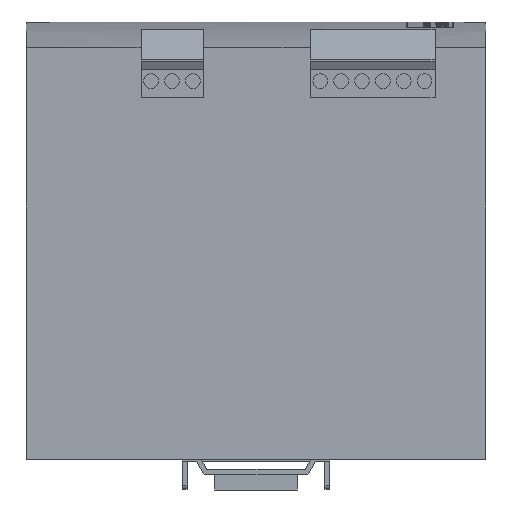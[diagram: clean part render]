
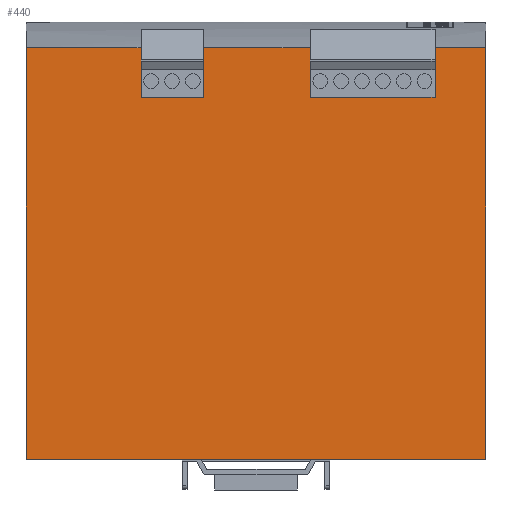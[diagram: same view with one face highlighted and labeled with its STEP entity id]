
A CAD part, left-side view. The second image highlights one B-rep face of the part: STEP entity #440.
In plain terms, the highlighted planar face has unit normal (-1, 0, 0).
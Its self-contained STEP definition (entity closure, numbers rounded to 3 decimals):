
#440=ADVANCED_FACE('',(#2386),#2388,.T.);
#2386=FACE_BOUND('',#2387,.T.);
#2387=EDGE_LOOP('',(#3963,#3964,#3965,#3966,#3967,#3968,#3969,#3970,#3971,#3972,
#3973,#3974));
#2388=PLANE('',#2389);
#2389=AXIS2_PLACEMENT_3D('',#2390,#2391,#2392);
#2390=CARTESIAN_POINT('',(0.,0.,0.01));
#2391=DIRECTION('',(-1.,0.,0.));
#2392=DIRECTION('',(0.,0.,1.));
#3963=ORIENTED_EDGE('',*,*,#5003,.F.);
#3964=ORIENTED_EDGE('',*,*,#5004,.F.);
#3965=ORIENTED_EDGE('',*,*,#4871,.T.);
#3966=ORIENTED_EDGE('',*,*,#5005,.F.);
#3967=ORIENTED_EDGE('',*,*,#5006,.F.);
#3968=ORIENTED_EDGE('',*,*,#5007,.T.);
#3969=ORIENTED_EDGE('',*,*,#4867,.T.);
#3970=ORIENTED_EDGE('',*,*,#5008,.F.);
#3971=ORIENTED_EDGE('',*,*,#5009,.F.);
#3972=ORIENTED_EDGE('',*,*,#5010,.F.);
#3973=ORIENTED_EDGE('',*,*,#4863,.T.);
#3974=ORIENTED_EDGE('',*,*,#5002,.F.);
#4863=EDGE_CURVE('',#5434,#5432,#5435,.T.);
#4867=EDGE_CURVE('',#5442,#5440,#5443,.T.);
#4871=EDGE_CURVE('',#5450,#5448,#5451,.T.);
#5002=EDGE_CURVE('',#5670,#5432,#5672,.T.);
#5003=EDGE_CURVE('',#5673,#5670,#5674,.T.);
#5004=EDGE_CURVE('',#5450,#5673,#5675,.F.);
#5005=EDGE_CURVE('',#5676,#5448,#5677,.T.);
#5006=EDGE_CURVE('',#5678,#5676,#5679,.T.);
#5007=EDGE_CURVE('',#5678,#5442,#5680,.T.);
#5008=EDGE_CURVE('',#5681,#5440,#5682,.T.);
#5009=EDGE_CURVE('',#5683,#5681,#5684,.T.);
#5010=EDGE_CURVE('',#5434,#5683,#5685,.F.);
#5432=VERTEX_POINT('',#6478);
#5434=VERTEX_POINT('',#6483);
#5435=LINE('',#6484,#6485);
#5440=VERTEX_POINT('',#6496);
#5442=VERTEX_POINT('',#6501);
#5443=LINE('',#6502,#6503);
#5448=VERTEX_POINT('',#6514);
#5450=VERTEX_POINT('',#6519);
#5451=LINE('',#6520,#6521);
#5670=VERTEX_POINT('',#7378);
#5672=LINE('',#7382,#7383);
#5673=VERTEX_POINT('',#7385);
#5674=LINE('',#7386,#7387);
#5675=LINE('',#7389,#7390);
#5676=VERTEX_POINT('',#7392);
#5677=LINE('',#7393,#7394);
#5678=VERTEX_POINT('',#7396);
#5679=LINE('',#7397,#7398);
#5680=LINE('',#7400,#7401);
#5681=VERTEX_POINT('',#7403);
#5682=LINE('',#7404,#7405);
#5683=VERTEX_POINT('',#7407);
#5684=LINE('',#7408,#7409);
#5685=LINE('',#7411,#7412);
#6478=CARTESIAN_POINT('',(0.,86.,125.355));
#6483=CARTESIAN_POINT('',(0.,53.5,125.355));
#6484=CARTESIAN_POINT('',(0.,53.5,125.355));
#6485=VECTOR('',#6486,1.);
#6486=DIRECTION('',(0.,1.,0.));
#6496=CARTESIAN_POINT('',(0.,15.5,125.355));
#6501=CARTESIAN_POINT('',(0.,0.,125.355));
#6502=CARTESIAN_POINT('',(0.,0.,125.355));
#6503=VECTOR('',#6504,1.);
#6504=DIRECTION('',(0.,1.,0.));
#6514=CARTESIAN_POINT('',(0.,140.,125.355));
#6519=CARTESIAN_POINT('',(0.,105.,125.355));
#6520=CARTESIAN_POINT('',(0.,105.,125.355));
#6521=VECTOR('',#6522,1.);
#6522=DIRECTION('',(0.,1.,0.));
#7378=CARTESIAN_POINT('',(0.,86.,110.2));
#7382=CARTESIAN_POINT('',(0.,86.,110.2));
#7383=VECTOR('',#7384,1.);
#7384=DIRECTION('',(0.,0.,1.));
#7385=CARTESIAN_POINT('',(0.,105.,110.2));
#7386=CARTESIAN_POINT('',(0.,105.,110.2));
#7387=VECTOR('',#7388,1.);
#7388=DIRECTION('',(0.,-1.,0.));
#7389=CARTESIAN_POINT('',(0.,105.,110.2));
#7390=VECTOR('',#7391,1.);
#7391=DIRECTION('',(0.,0.,1.));
#7392=CARTESIAN_POINT('',(0.,140.,0.01));
#7393=CARTESIAN_POINT('',(0.,140.,0.01));
#7394=VECTOR('',#7395,1.);
#7395=DIRECTION('',(0.,0.,1.));
#7396=CARTESIAN_POINT('',(0.,0.,0.01));
#7397=CARTESIAN_POINT('',(0.,0.,0.01));
#7398=VECTOR('',#7399,1.);
#7399=DIRECTION('',(0.,1.,0.));
#7400=CARTESIAN_POINT('',(0.,0.,0.01));
#7401=VECTOR('',#7402,1.);
#7402=DIRECTION('',(0.,0.,1.));
#7403=CARTESIAN_POINT('',(0.,15.5,110.2));
#7404=CARTESIAN_POINT('',(0.,15.5,110.2));
#7405=VECTOR('',#7406,1.);
#7406=DIRECTION('',(0.,0.,1.));
#7407=CARTESIAN_POINT('',(0.,53.5,110.2));
#7408=CARTESIAN_POINT('',(0.,53.5,110.2));
#7409=VECTOR('',#7410,1.);
#7410=DIRECTION('',(0.,-1.,0.));
#7411=CARTESIAN_POINT('',(0.,53.5,110.2));
#7412=VECTOR('',#7413,1.);
#7413=DIRECTION('',(0.,0.,1.));
